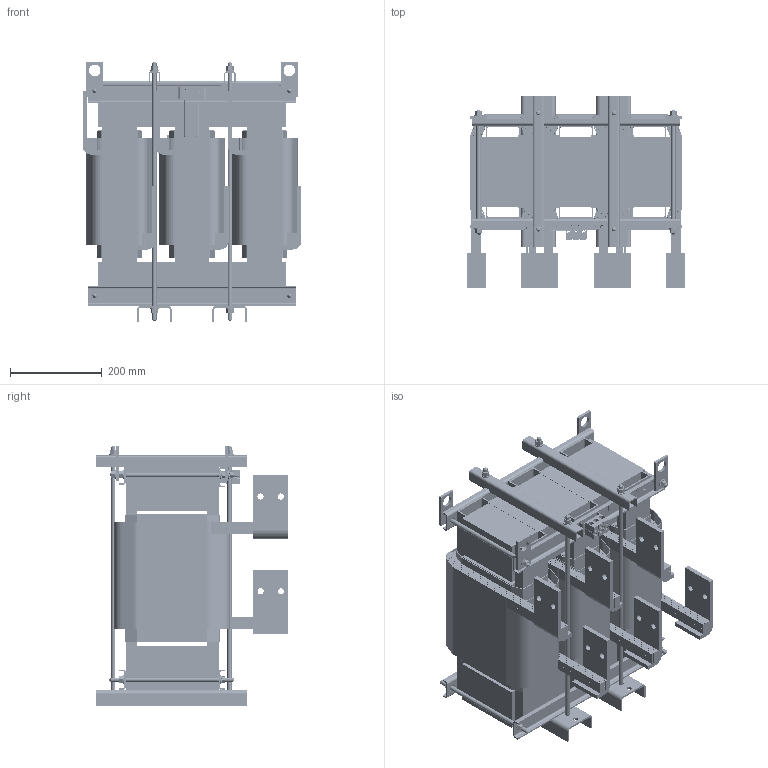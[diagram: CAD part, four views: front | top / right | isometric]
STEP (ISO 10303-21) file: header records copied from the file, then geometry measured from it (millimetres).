
FILE_DESCRIPTION(/* description */ (''),/* implementation_level */ '2;1');
FILE_NAME(/* name */ 'KTRMG850A.stp',/* time_stamp */ '2020-05-22T14:28:59-05:00',/* author */ ('jnelson'),/* organization */ (''),/* preprocessor_version */ 'ST-DEVELOPER v17',/* originating_system */ 'Autodesk Inventor 2019',/* authorisation */ '');
FILE_SCHEMA (('AUTOMOTIVE_DESIGN { 1 0 10303 214 3 1 1 }'));
Products named in the file (36): KTRMG850A; 24202; 15136; 4845; 4841; 22543; 4948; 4132; 11626 AND 1509; 1509; 11626; 24728-COIL UPWARD FLAGS; 24796; 14965; 28224; 28224-core wrap; 24728-Coil Winding; 24728-Outer wrap; 23571; 30097- LARGE  BLANK  (REACTOR); 12752; 18522- 8 INCHES; 28971; 14875; 29477-KTRMG362AMSX1; 28453; 28453_1; 11923insert-hex head; 11923-1; 11923-HEX SCREW; 31615; 31006; 31006_1; 31003 - Bracket; 14331 WIRING KTRMG362AMS Short Bend; 14331 WIRING KTRMG362AMS
Assembly tree (86 placements, depth 4):
  KTRMG850A
    24202  x2
    15136  x2
    4845  x2
    4841  x2
    22543  x3
    4948  x4
    4132  x4
    11626 AND 1509  x20
      1509
      11626
    24728-COIL UPWARD FLAGS  x3
      24796
        14965  x3
        28224  x3
      28224-core wrap
      24728-Coil Winding
      24728-Outer wrap
      23571
    30097- LARGE  BLANK  (REACTOR)
    12752  x2
    18522- 8 INCHES  x4
    28971  x2
    14875  x4
    29477-KTRMG362AMSX1
    28453
      28453_1
      11923insert-hex head  x3
        11923-1
        11923-HEX SCREW
    14331 WIRING KTRMG362AMS  x2
    14331 WIRING KTRMG362AMS Short Bend  x2
    31615
    31006
      31006_1
      31003 - Bracket
Bounding box: 478.13 x 420.2 x 569.33 mm (x, y, z)
Volume: 37185060.7 mm3; surface area: 9879386.8 mm2
Topology: 366 solids, 366 shells, 10493 faces, 28451 edges, 18735 vertices
Faces by surface type: plane 5450, cylinder 4753, bspline 214, cone 72, sphere 4
Full cylindrical faces by diameter (mm): 1.524 x10, 3.175 x3, 3.472 x3, 4.166 x2, 4.496 x3, 4.724 x2, 5.172 x30, 5.436 x2, 6.35 x36, 6.604 x6, 7.01 x6, 7.798 x20, 9.525 x28, 9.652 x6, 9.957 x6, 11.112 x4, 11.176 x16, 13.462 x12, 19.05 x20, 25.4 x4
Entity records: 112078 total; most frequent: CARTESIAN_POINT 23706, ORIENTED_EDGE 18364, DIRECTION 17855, EDGE_CURVE 9182, LINE 6201, VECTOR 6201, VERTEX_POINT 6085, AXIS2_PLACEMENT_3D 5827
